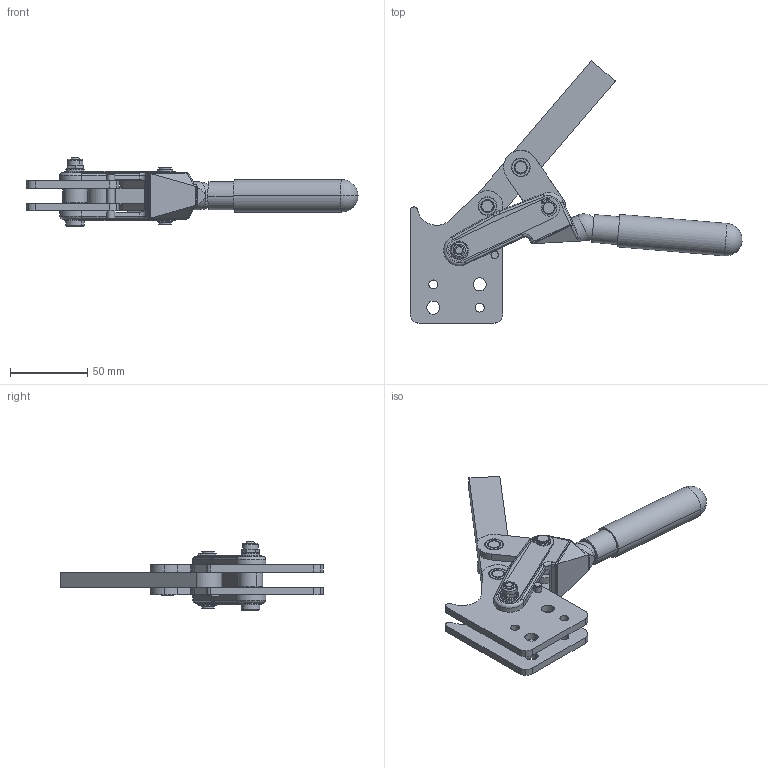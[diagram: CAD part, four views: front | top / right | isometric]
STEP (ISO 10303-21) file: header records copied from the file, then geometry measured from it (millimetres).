
FILE_DESCRIPTION((''),'2;1');
FILE_NAME('623.1-opened.stp','2005-09-28T10:17:19',('Kysilko'),(''),'Autodesk Inventor 8','Autodesk Inventor 8','');
FILE_SCHEMA(('AUTOMOTIVE_DESIGN { 1 0 10303 214 1 1 1 1 }'));
Length unit declared in the file: millimetre
Products named in the file (1): Part2
Bounding box: 214.31 x 169.32 x 44 mm (x, y, z)
Volume: 129584.1 mm3; surface area: 55545.5 mm2
Topology: 13 solids, 13 shells, 2165 faces, 6035 edges, 3975 vertices
Faces by surface type: plane 1418, cylinder 584, cone 122, bspline 20, torus 12, sphere 9
Entity records: 68446 total; most frequent: CARTESIAN_POINT 15939, ORIENTED_EDGE 12048, DIRECTION 10398, EDGE_CURVE 6024, VERTEX_POINT 3972, AXIS2_PLACEMENT_3D 3862, VECTOR 2674, LINE 2674
